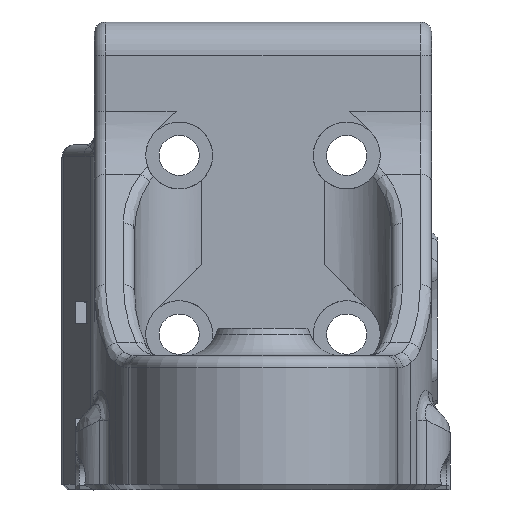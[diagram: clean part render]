
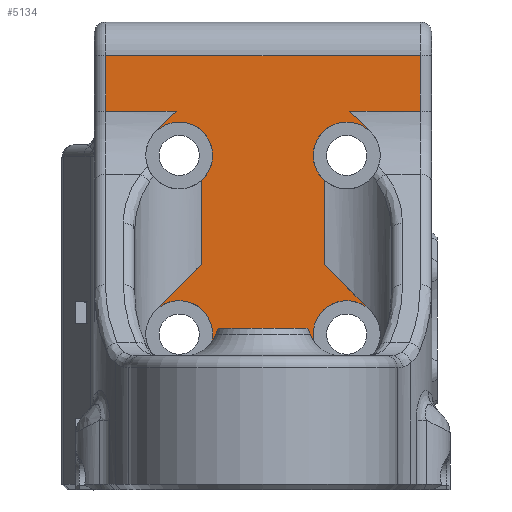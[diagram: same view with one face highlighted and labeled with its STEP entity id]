
A CAD part, front view. The second image highlights one B-rep face of the part: STEP entity #5134.
In plain terms, the highlighted planar face has unit normal (0, -1, 0).
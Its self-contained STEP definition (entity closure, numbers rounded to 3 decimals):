
#215=PLANE('',#5540);
#358=CIRCLE('',#5489,3.);
#362=CIRCLE('',#5497,3.);
#364=CIRCLE('',#5499,3.);
#393=CIRCLE('',#5541,3.);
#394=CIRCLE('',#5542,3.);
#395=CIRCLE('',#5543,3.);
#697=FACE_OUTER_BOUND('',#1024,.T.);
#1024=EDGE_LOOP('',(#4044,#4045,#4046,#4047,#4048,#4049,#4050,#4051,#4052,
#4053,#4054,#4055,#4056,#4057,#4058,#4059,#4060,#4061));
#1394=LINE('',#9151,#1744);
#1397=LINE('',#9265,#1747);
#1403=LINE('',#9409,#1753);
#1406=LINE('',#9878,#1756);
#1407=LINE('',#9882,#1757);
#1408=LINE('',#9884,#1758);
#1409=LINE('',#9886,#1759);
#1410=LINE('',#9888,#1760);
#1411=LINE('',#9890,#1761);
#1412=LINE('',#9892,#1762);
#1413=LINE('',#9894,#1763);
#1414=LINE('',#9898,#1764);
#1744=VECTOR('',#6336,10.);
#1747=VECTOR('',#6355,10.);
#1753=VECTOR('',#6397,10.);
#1756=VECTOR('',#6442,10.);
#1757=VECTOR('',#6445,10.);
#1758=VECTOR('',#6446,10.);
#1759=VECTOR('',#6447,10.);
#1760=VECTOR('',#6448,10.);
#1761=VECTOR('',#6449,10.);
#1762=VECTOR('',#6450,10.);
#1763=VECTOR('',#6451,10.);
#1764=VECTOR('',#6456,10.);
#2324=VERTEX_POINT('',#9055);
#2325=VERTEX_POINT('',#9057);
#2332=VERTEX_POINT('',#9137);
#2333=VERTEX_POINT('',#9150);
#2335=VERTEX_POINT('',#9156);
#2336=VERTEX_POINT('',#9158);
#2340=VERTEX_POINT('',#9258);
#2341=VERTEX_POINT('',#9262);
#2342=VERTEX_POINT('',#9264);
#2371=VERTEX_POINT('',#9879);
#2372=VERTEX_POINT('',#9881);
#2373=VERTEX_POINT('',#9883);
#2374=VERTEX_POINT('',#9885);
#2375=VERTEX_POINT('',#9887);
#2376=VERTEX_POINT('',#9889);
#2377=VERTEX_POINT('',#9891);
#2378=VERTEX_POINT('',#9893);
#2379=VERTEX_POINT('',#9895);
#2908=EDGE_CURVE('',#2325,#2324,#358,.T.);
#2917=EDGE_CURVE('',#2332,#2333,#1394,.T.);
#2921=EDGE_CURVE('',#2336,#2335,#362,.T.);
#2926=EDGE_CURVE('',#2335,#2340,#364,.T.);
#2928=EDGE_CURVE('',#2341,#2342,#1397,.T.);
#2956=EDGE_CURVE('',#2325,#2340,#1403,.T.);
#2976=EDGE_CURVE('',#2333,#2324,#1406,.T.);
#2977=EDGE_CURVE('',#2332,#2371,#393,.T.);
#2978=EDGE_CURVE('',#2372,#2371,#1407,.T.);
#2979=EDGE_CURVE('',#2373,#2372,#1408,.T.);
#2980=EDGE_CURVE('',#2374,#2373,#1409,.T.);
#2981=EDGE_CURVE('',#2375,#2374,#1410,.T.);
#2982=EDGE_CURVE('',#2376,#2375,#1411,.T.);
#2983=EDGE_CURVE('',#2377,#2376,#1412,.T.);
#2984=EDGE_CURVE('',#2378,#2377,#1413,.T.);
#2985=EDGE_CURVE('',#2378,#2379,#394,.T.);
#2986=EDGE_CURVE('',#2379,#2342,#395,.T.);
#2987=EDGE_CURVE('',#2336,#2341,#1414,.T.);
#4044=ORIENTED_EDGE('',*,*,#2956,.F.);
#4045=ORIENTED_EDGE('',*,*,#2908,.T.);
#4046=ORIENTED_EDGE('',*,*,#2976,.F.);
#4047=ORIENTED_EDGE('',*,*,#2917,.F.);
#4048=ORIENTED_EDGE('',*,*,#2977,.T.);
#4049=ORIENTED_EDGE('',*,*,#2978,.F.);
#4050=ORIENTED_EDGE('',*,*,#2979,.F.);
#4051=ORIENTED_EDGE('',*,*,#2980,.F.);
#4052=ORIENTED_EDGE('',*,*,#2981,.F.);
#4053=ORIENTED_EDGE('',*,*,#2982,.F.);
#4054=ORIENTED_EDGE('',*,*,#2983,.F.);
#4055=ORIENTED_EDGE('',*,*,#2984,.F.);
#4056=ORIENTED_EDGE('',*,*,#2985,.T.);
#4057=ORIENTED_EDGE('',*,*,#2986,.T.);
#4058=ORIENTED_EDGE('',*,*,#2928,.F.);
#4059=ORIENTED_EDGE('',*,*,#2987,.F.);
#4060=ORIENTED_EDGE('',*,*,#2921,.T.);
#4061=ORIENTED_EDGE('',*,*,#2926,.T.);
#5134=ADVANCED_FACE('',(#697),#215,.F.);
#5489=AXIS2_PLACEMENT_3D('',#9058,#6325,#6326);
#5497=AXIS2_PLACEMENT_3D('',#9159,#6344,#6345);
#5499=AXIS2_PLACEMENT_3D('',#9260,#6349,#6350);
#5540=AXIS2_PLACEMENT_3D('',#9877,#6440,#6441);
#5541=AXIS2_PLACEMENT_3D('',#9880,#6443,#6444);
#5542=AXIS2_PLACEMENT_3D('',#9896,#6452,#6453);
#5543=AXIS2_PLACEMENT_3D('',#9897,#6454,#6455);
#6325=DIRECTION('center_axis',(0.,1.,0.));
#6326=DIRECTION('ref_axis',(-1.,0.,0.));
#6336=DIRECTION('',(0.,0.,-1.));
#6344=DIRECTION('center_axis',(0.,1.,0.));
#6345=DIRECTION('ref_axis',(-1.,0.,0.));
#6349=DIRECTION('center_axis',(0.,1.,0.));
#6350=DIRECTION('ref_axis',(-1.,0.,0.));
#6355=DIRECTION('',(0.,0.,1.));
#6397=DIRECTION('',(-1.,0.,0.));
#6440=DIRECTION('center_axis',(0.,1.,0.));
#6441=DIRECTION('ref_axis',(0.,0.,
1.));
#6442=DIRECTION('',(0.707,0.,-0.707));
#6443=DIRECTION('center_axis',(0.,1.,0.));
#6444=DIRECTION('ref_axis',(-1.,0.,0.));
#6445=DIRECTION('',(0.707,0.,-0.707));
#6446=DIRECTION('',(-1.,0.,0.));
#6447=DIRECTION('',(0.,0.,-1.));
#6448=DIRECTION('',(1.,0.,0.));
#6449=DIRECTION('',(0.,0.,1.));
#6450=DIRECTION('',(-1.,0.,0.));
#6451=DIRECTION('',(0.707,0.,0.707));
#6452=DIRECTION('center_axis',(0.,1.,0.));
#6453=DIRECTION('ref_axis',(-1.,0.,0.));
#6454=DIRECTION('center_axis',(0.,1.,0.));
#6455=DIRECTION('ref_axis',(-1.,0.,0.));
#6456=DIRECTION('',(0.707,0.,0.707));
#9055=CARTESIAN_POINT('',(9.618,11.5,16.071));
#9057=CARTESIAN_POINT('',(5.216,11.5,12.));
#9058=CARTESIAN_POINT('Origin',(7.496,11.5,13.95));
#9137=CARTESIAN_POINT('',(5.5,11.5,27.711));
#9150=CARTESIAN_POINT('',(5.5,11.5,20.189));
#9151=CARTESIAN_POINT('',(5.5,11.5,36.25));
#9156=CARTESIAN_POINT('',(-4.504,11.5,13.95));
#9158=CARTESIAN_POINT('',(-9.625,11.5,16.071));
#9159=CARTESIAN_POINT('Origin',(-7.504,11.5,13.95));
#9258=CARTESIAN_POINT('',(-5.224,11.5,12.));
#9260=CARTESIAN_POINT('Origin',(-7.504,11.5,13.95));
#9262=CARTESIAN_POINT('',(-5.5,11.5,20.196));
#9264=CARTESIAN_POINT('',(-5.5,11.5,27.717));
#9265=CARTESIAN_POINT('',(-5.5,11.5,36.25));
#9409=CARTESIAN_POINT('',(-9.002,11.5,12.));
#9877=CARTESIAN_POINT('Origin',(-18.004,11.5,30.6));
#9878=CARTESIAN_POINT('',(4.837,11.5,20.852));
#9879=CARTESIAN_POINT('',(9.618,11.5,32.071));
#9880=CARTESIAN_POINT('Origin',(7.496,11.5,29.95));
#9881=CARTESIAN_POINT('',(7.775,11.5,33.914));
#9882=CARTESIAN_POINT('',(8.837,11.5,32.852));
#9883=CARTESIAN_POINT('',(14.1,11.5,33.914));
#9884=CARTESIAN_POINT('',(-18.004,11.5,33.914));
#9885=CARTESIAN_POINT('',(14.1,11.5,38.9));
#9886=CARTESIAN_POINT('',(14.1,11.5,16.3));
#9887=CARTESIAN_POINT('',(-14.1,11.5,38.9));
#9888=CARTESIAN_POINT('',(-9.728,11.5,38.9));
#9889=CARTESIAN_POINT('',(-14.1,11.5,33.914));
#9890=CARTESIAN_POINT('',(-14.1,11.5,16.3));
#9891=CARTESIAN_POINT('',(-7.783,11.5,33.914));
#9892=CARTESIAN_POINT('',(-18.004,11.5,33.914));
#9893=CARTESIAN_POINT('',(-9.625,11.5,32.071));
#9894=CARTESIAN_POINT('',(-6.284,11.5,35.412));
#9895=CARTESIAN_POINT('',(-4.504,11.5,29.95));
#9896=CARTESIAN_POINT('Origin',(-7.504,11.5,29.95));
#9897=CARTESIAN_POINT('Origin',(-7.504,11.5,29.95));
#9898=CARTESIAN_POINT('',(-2.284,11.5,23.412));
